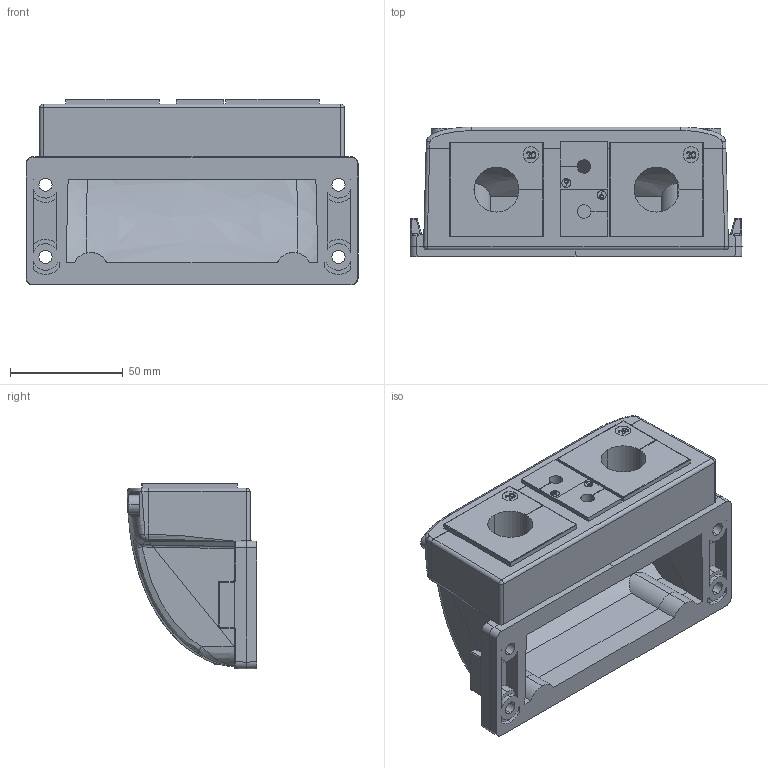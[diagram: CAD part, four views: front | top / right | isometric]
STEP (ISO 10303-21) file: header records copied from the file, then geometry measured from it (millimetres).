
FILE_DESCRIPTION(('STEP AP242'),'1');
FILE_NAME('42324.stp','2020-06-03T12:59:23',('TraceParts'),('TraceParts S.A.'),'Spatial InterOp 3D',' ',' ');
FILE_SCHEMA(('AP242_MANAGED_MODEL_BASED_3D_ENGINEERING_MIM_LF {1 0 10303 442 1 1 4}'));
Length unit declared in the file: millimetre
Products named in the file (1): 42324_1
Bounding box: 147.28 x 57.49 x 82.39 mm (x, y, z)
Volume: 210011 mm3; surface area: 96615.9 mm2
Topology: 15 solids, 15 shells, 932 faces, 2271 edges, 1389 vertices
Faces by surface type: plane 412, cylinder 253, bspline 132, torus 72, cone 52, sphere 11
Entity records: 35791 total; most frequent: CARTESIAN_POINT 14982, ORIENTED_EDGE 4476, DIRECTION 4060, EDGE_CURVE 2238, AXIS2_PLACEMENT_3D 1404, VERTEX_POINT 1389, LINE 1252, VECTOR 1252
